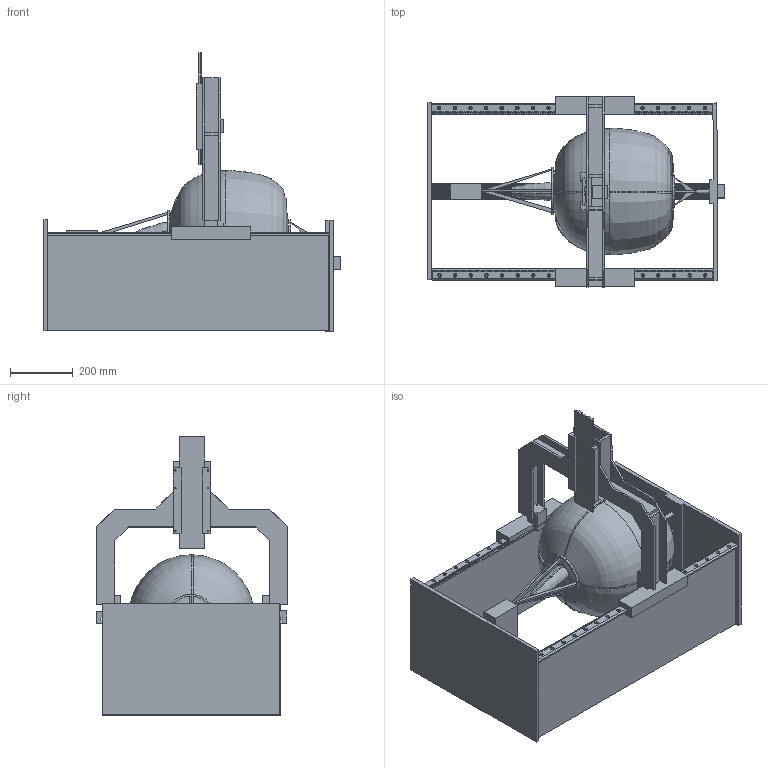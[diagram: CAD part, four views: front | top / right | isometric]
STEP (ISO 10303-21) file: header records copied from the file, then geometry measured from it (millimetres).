
FILE_DESCRIPTION( ( '' ), ' ' );
FILE_NAME( '5c9c1236e79f5015f13fd189.step', '2019-03-28T00:15:51', ( '' ), ( '' ), ' ', ' ', ' ' );
FILE_SCHEMA( ( 'AUTOMOTIVE_DESIGN { 1 0 10303 214 1 1 1 1 }' ) );
Length unit declared in the file: metre
Products named in the file (36): Side Panel Assembly <1>; side panel; CNC Rack; Z Axis Assembly <1>; Horizontal Stiffener; Motor Mount; Vertical Stiffener-1; Back Cross Beam; Vertical Stiffener-2; Front Cross Beam; Stepperonline Nema 17 48mm; Pumpkin <1>; Surface 2; Surface 7; Part 1; Surface 4; Surface 3; Surface 8; Surface 10; Surface 5; Surface 9; Surface 6; slider and motor <1>; Slider; slider and motor <2>; Side Panel Assembly <2>; Assem1; Extrusion; Vertical Rack; End Bar; Vertical-Rack-Holder-Left; Vertical-Rack-Holder-Right; End Chuck; Stem End Chuck; end stop stand
Assembly tree (41 placements, depth 3):
  Assem1
    Extrusion
    Stepperonline Nema 17 48mm
    Vertical Rack
    End Bar
    Vertical-Rack-Holder-Left
    Vertical-Rack-Holder-Right
    End Bar
    End Chuck
    Stem End Chuck
    end stop stand
    Side Panel Assembly <1>
      side panel
      CNC Rack
    Pumpkin <1>
      Surface 2
      Surface 7
      Part 1
      Surface 4
      Surface 3
      Surface 8
      Surface 10
      Surface 5
      Surface 9
      Surface 6
    slider and motor <2>
      Slider
      Stepperonline Nema 17 48mm
    Side Panel Assembly <2>
      side panel
      CNC Rack
    Z Axis Assembly <1>
      Horizontal Stiffener
      Motor Mount
      Vertical Stiffener-1
      Back Cross Beam
      Vertical Stiffener-2
      Front Cross Beam
      Stepperonline Nema 17 48mm
    slider and motor <1>
      Stepperonline Nema 17 48mm
      Slider
Bounding box: 947.8 x 612.41 x 890.43 mm (x, y, z)
Volume: 18680526.1 mm3; surface area: 4269777.9 mm2
Topology: 26 solids, 35 shells, 578 faces, 1976 edges, 1496 vertices
Faces by surface type: plane 381, cylinder 168, extrusion 20, revolution 9
Full cylindrical faces by diameter (mm): 4 x16, 4.064 x2, 4.2 x6, 5 x4, 5.08 x1, 5.15 x6, 5.2 x36, 11 x36, 12.7 x1, 22 x4, 101.6 x1, 152.4 x1
Entity records: 58803 total; most frequent: CARTESIAN_POINT 44576, ORIENTED_EDGE 2757, DIRECTION 2202, EDGE_CURVE 1395, VERTEX_POINT 1072, VECTOR 773, LINE 754, AXIS2_PLACEMENT_3D 710
